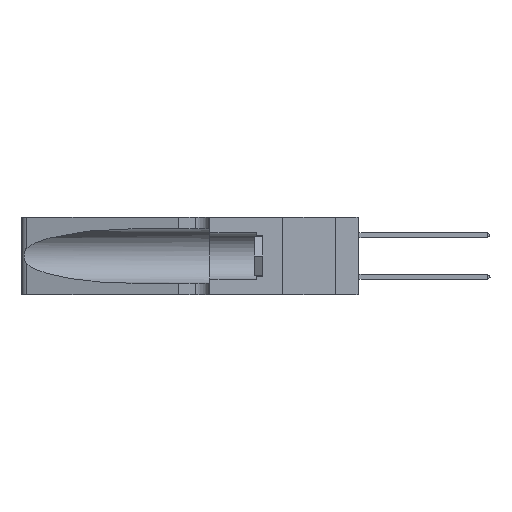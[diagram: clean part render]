
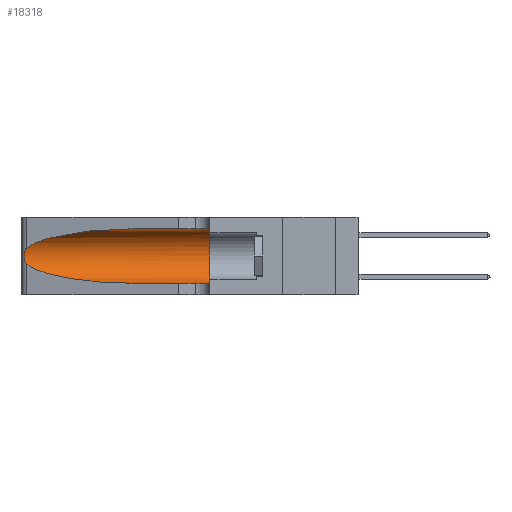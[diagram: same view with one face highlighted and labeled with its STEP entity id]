
A CAD part, left-side view. The second image highlights one B-rep face of the part: STEP entity #18318.
In plain terms, the highlighted cylindrical face has radius 3.308 mm (diameter 6.617 mm), a partial arc.
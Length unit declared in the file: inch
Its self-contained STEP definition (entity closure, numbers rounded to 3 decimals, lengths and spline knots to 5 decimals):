
#48 = CARTESIAN_POINT ( 'NONE',  ( 0.25555, 1.22994, 0.2215 ) ) ;
#630 = B_SPLINE_CURVE_WITH_KNOTS ( 'NONE', 3,
 ( #10263, #48, #6840, #20835, #12224, #13992, #3694, #7139, #10550, #17223, #18892, #13691, #20613, #11995 ),
 .UNSPECIFIED., .F., .F.,
 ( 4, 2, 2, 2, 2, 2, 4 ),
 ( 0., 0.00027, 0.00053, 0.00107, 0.0016, 0.00187, 0.00214 ),
 .UNSPECIFIED. ) ;
#1051 = ORIENTED_EDGE ( 'NONE', *, *, #15402, .T. ) ;
#1533 = CARTESIAN_POINT ( 'NONE',  ( 0.1305, 0.72297, 0.05475 ) ) ;
#1593 = VERTEX_POINT ( 'NONE', #12050 ) ;
#3173 = VERTEX_POINT ( 'NONE', #17089 ) ;
#3426 = AXIS2_PLACEMENT_3D ( 'NONE', #14101, #17721, #19443 ) ;
#3694 = CARTESIAN_POINT ( 'NONE',  ( 0.26075, 1.23896, 0.19203 ) ) ;
#3850 = ORIENTED_EDGE ( 'NONE', *, *, #9629, .T. ) ;
#4127 = ORIENTED_EDGE ( 'NONE', *, *, #16117, .T. ) ;
#4782 = DIRECTION ( 'NONE',  ( 0., -1., 0. ) ) ;
#5045 = CARTESIAN_POINT ( 'NONE',  ( 0.1305, 1.61858, 0.31525 ) ) ;
#5185 = CARTESIAN_POINT ( 'NONE',  ( 0.25487, 1.22718, 0.14631 ) ) ;
#5339 = CARTESIAN_POINT ( 'NONE',  ( 0.2373, 1.15595, 0.08982 ) ) ;
#6371 = CARTESIAN_POINT ( 'NONE',  ( 0.25487, 1.22718, 0.22369 ) ) ;
#6485 = DIRECTION ( 'NONE',  ( 0., 1., 0. ) ) ;
#6814 = VECTOR ( 'NONE', #4782, 39.37008 ) ;
#6840 = CARTESIAN_POINT ( 'NONE',  ( 0.25639, 1.23184, 0.21858 ) ) ;
#7033 = CARTESIAN_POINT ( 'NONE',  ( 0.25487, 1.22718, 0.14631 ) ) ;
#7139 = CARTESIAN_POINT ( 'NONE',  ( 0.26075, 1.23896, 0.178 ) ) ;
#8150 = CARTESIAN_POINT ( 'NONE',  ( 0.1305, 0.35, 0.31525 ) ) ;
#8940 = LINE ( 'NONE', #21382, #20566 ) ;
#9476 = CARTESIAN_POINT ( 'NONE',  ( 0.2373, 1.15595, 0.28018 ) ) ;
#9629 = EDGE_CURVE ( 'NONE', #17077, #1593, #8940, .T. ) ;
#9639 = EDGE_LOOP ( 'NONE', ( #19268, #1051, #4127, #3850, #12188, #13455 ) ) ;
#9875 = EDGE_CURVE ( 'NONE', #3173, #18033, #19470, .T. ) ;
#9959 = CIRCLE ( 'NONE', #18437, 0.13025 ) ;
#10263 = CARTESIAN_POINT ( 'NONE',  ( 0.25487, 1.22718, 0.22369 ) ) ;
#10550 = CARTESIAN_POINT ( 'NONE',  ( 0.26017, 1.23833, 0.17102 ) ) ;
#10834 = EDGE_CURVE ( 'NONE', #18033, #1593, #9959, .T. ) ;
#10894 = DIRECTION ( 'NONE',  ( 0., -1., 0. ) ) ;
#10942 =( BOUNDED_CURVE ( )  B_SPLINE_CURVE ( 3, ( #18027, #16384, #9476, #6371 ),
 .UNSPECIFIED., .F., .F. ) 
 B_SPLINE_CURVE_WITH_KNOTS ( ( 4, 4 ),
 ( 1.5708, 2.84003 ),
 .UNSPECIFIED. ) 
 CURVE ( )  GEOMETRIC_REPRESENTATION_ITEM ( )  RATIONAL_B_SPLINE_CURVE ( ( 1., 0.87, 0.87, 1. ) ) 
 REPRESENTATION_ITEM ( '' )  );
#11489 = CARTESIAN_POINT ( 'NONE',  ( 0.1305, 0.35, 0.185 ) ) ;
#11995 = CARTESIAN_POINT ( 'NONE',  ( 0.25487, 1.22718, 0.14631 ) ) ;
#12050 = CARTESIAN_POINT ( 'NONE',  ( 0.1305, 0.35, 0.05475 ) ) ;
#12188 = ORIENTED_EDGE ( 'NONE', *, *, #10834, .F. ) ;
#12224 = CARTESIAN_POINT ( 'NONE',  ( 0.25854, 1.2359, 0.20912 ) ) ;
#13159 = CYLINDRICAL_SURFACE ( 'NONE', #3426, 0.13025 ) ;
#13455 = ORIENTED_EDGE ( 'NONE', *, *, #9875, .F. ) ;
#13691 = CARTESIAN_POINT ( 'NONE',  ( 0.25639, 1.23186, 0.15144 ) ) ;
#13767 = CARTESIAN_POINT ( 'NONE',  ( 0.18966, 0.96281, 0.05475 ) ) ;
#13867 = VERTEX_POINT ( 'NONE', #7033 ) ;
#13992 = CARTESIAN_POINT ( 'NONE',  ( 0.26018, 1.23835, 0.19895 ) ) ;
#14101 = CARTESIAN_POINT ( 'NONE',  ( 0.1305, 1.61858, 0.185 ) ) ;
#14650 = CARTESIAN_POINT ( 'NONE',  ( 0.25487, 1.22718, 0.22369 ) ) ;
#15004 = DIRECTION ( 'NONE',  ( 0., 0., 1. ) ) ;
#15402 = EDGE_CURVE ( 'NONE', #15514, #13867, #630, .T. ) ;
#15514 = VERTEX_POINT ( 'NONE', #14650 ) ;
#16117 = EDGE_CURVE ( 'NONE', #13867, #17077, #19015, .T. ) ;
#16384 = CARTESIAN_POINT ( 'NONE',  ( 0.18966, 0.96281, 0.31525 ) ) ;
#17075 = CARTESIAN_POINT ( 'NONE',  ( 0.1305, 0.72297, 0.05475 ) ) ;
#17077 = VERTEX_POINT ( 'NONE', #1533 ) ;
#17089 = CARTESIAN_POINT ( 'NONE',  ( 0.1305, 0.72297, 0.31525 ) ) ;
#17223 = CARTESIAN_POINT ( 'NONE',  ( 0.25856, 1.23593, 0.16098 ) ) ;
#17721 = DIRECTION ( 'NONE',  ( 0., -1., 0. ) ) ;
#17799 = EDGE_CURVE ( 'NONE', #3173, #15514, #10942, .T. ) ;
#18027 = CARTESIAN_POINT ( 'NONE',  ( 0.1305, 0.72297, 0.31525 ) ) ;
#18033 = VERTEX_POINT ( 'NONE', #8150 ) ;
#18318 = ADVANCED_FACE ( 'NONE', ( #19380 ), #13159, .F. ) ;
#18437 = AXIS2_PLACEMENT_3D ( 'NONE', #11489, #6485, #15004 ) ;
#18892 = CARTESIAN_POINT ( 'NONE',  ( 0.25789, 1.23486, 0.15765 ) ) ;
#19015 =( BOUNDED_CURVE ( )  B_SPLINE_CURVE ( 3, ( #5185, #5339, #13767, #17075 ),
 .UNSPECIFIED., .F., .F. ) 
 B_SPLINE_CURVE_WITH_KNOTS ( ( 4, 4 ),
 ( 3.44316, 4.71239 ),
 .UNSPECIFIED. ) 
 CURVE ( )  GEOMETRIC_REPRESENTATION_ITEM ( )  RATIONAL_B_SPLINE_CURVE ( ( 1., 0.87, 0.87, 1. ) ) 
 REPRESENTATION_ITEM ( '' )  );
#19268 = ORIENTED_EDGE ( 'NONE', *, *, #17799, .T. ) ;
#19380 = FACE_OUTER_BOUND ( 'NONE', #9639, .T. ) ;
#19443 = DIRECTION ( 'NONE',  ( 0., 0., -1. ) ) ;
#19470 = LINE ( 'NONE', #5045, #6814 ) ;
#20566 = VECTOR ( 'NONE', #10894, 39.37008 ) ;
#20613 = CARTESIAN_POINT ( 'NONE',  ( 0.25555, 1.22993, 0.14849 ) ) ;
#20835 = CARTESIAN_POINT ( 'NONE',  ( 0.25787, 1.23484, 0.2124 ) ) ;
#21382 = CARTESIAN_POINT ( 'NONE',  ( 0.1305, 1.61858, 0.05475 ) ) ;
